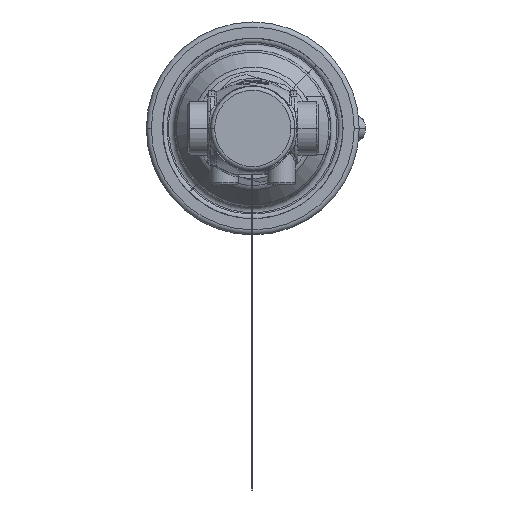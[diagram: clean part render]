
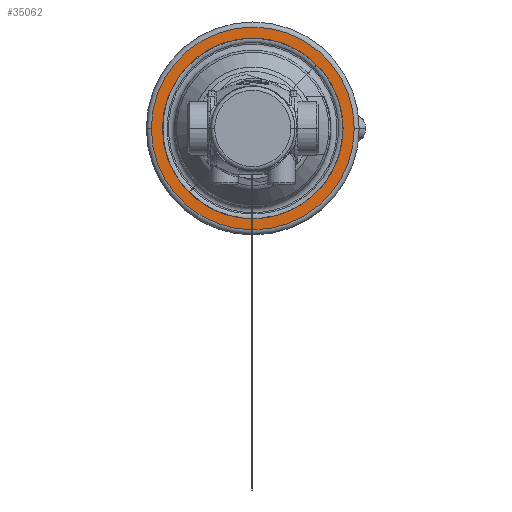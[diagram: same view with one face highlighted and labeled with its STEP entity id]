
A CAD part, front view. The second image highlights one B-rep face of the part: STEP entity #35062.
In plain terms, the highlighted planar face has unit normal (0, -1, 0).
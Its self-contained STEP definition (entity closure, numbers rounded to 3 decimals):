
#30386=CARTESIAN_POINT('',(0.,-4.5,0.));
#30387=DIRECTION('',(0.,1.,0.));
#30388=DIRECTION('',(1.,0.,0.));
#30389=AXIS2_PLACEMENT_3D('',#30386,#30387,#30388);
#30391=CARTESIAN_POINT('',(0.,-4.5,0.));
#30392=DIRECTION('',(0.,-1.,0.));
#30393=DIRECTION('',(1.,0.,0.));
#30394=AXIS2_PLACEMENT_3D('',#30391,#30392,#30393);
#30396=CARTESIAN_POINT('',(0.,-4.5,0.));
#30397=DIRECTION('',(0.,1.,0.));
#30398=DIRECTION('',(-1.,0.,0.));
#30399=AXIS2_PLACEMENT_3D('',#30396,#30397,#30398);
#30401=CARTESIAN_POINT('',(0.,-4.5,0.));
#30402=DIRECTION('',(0.,1.,0.));
#30403=DIRECTION('',(1.,0.,0.));
#30404=AXIS2_PLACEMENT_3D('',#30401,#30402,#30403);
#31067=CARTESIAN_POINT('',(45.,-4.5,0.));
#31069=VERTEX_POINT('',#31067);
#31071=CARTESIAN_POINT('',(-45.,-4.5,0.));
#31073=VERTEX_POINT('',#31071);
#31078=CARTESIAN_POINT('',(-50.5,-4.5,0.));
#31079=CARTESIAN_POINT('',(50.5,-4.5,0.));
#31080=VERTEX_POINT('',#31078);
#31081=VERTEX_POINT('',#31079);
#35049=CARTESIAN_POINT('',(0.,-4.5,0.));
#35050=DIRECTION('',(0.,-1.,0.));
#35051=DIRECTION('',(-1.,0.,0.));
#35052=AXIS2_PLACEMENT_3D('',#35049,#35050,#35051);
#35053=PLANE('',#35052);
#35054=ORIENTED_EDGE('',*,*,#31110,.T.);
#35055=ORIENTED_EDGE('',*,*,#31125,.T.);
#35056=EDGE_LOOP('',(#35054,#35055));
#35057=FACE_OUTER_BOUND('',#35056,.F.);
#35058=ORIENTED_EDGE('',*,*,#35042,.F.);
#35059=ORIENTED_EDGE('',*,*,#35031,.T.);
#35060=EDGE_LOOP('',(#35058,#35059));
#35061=FACE_BOUND('',#35060,.F.);
#35062=ADVANCED_FACE('',(#35057,#35061),#35053,.T.);
#30390=CIRCLE('',#30389,45.);
#30395=CIRCLE('',#30394,45.);
#30400=CIRCLE('',#30399,50.5);
#30405=CIRCLE('',#30404,50.5);
#31110=EDGE_CURVE('',#31080,#31081,#30400,.T.);
#31125=EDGE_CURVE('',#31081,#31080,#30405,.T.);
#35031=EDGE_CURVE('',#31069,#31073,#30395,.T.);
#35042=EDGE_CURVE('',#31069,#31073,#30390,.T.);
